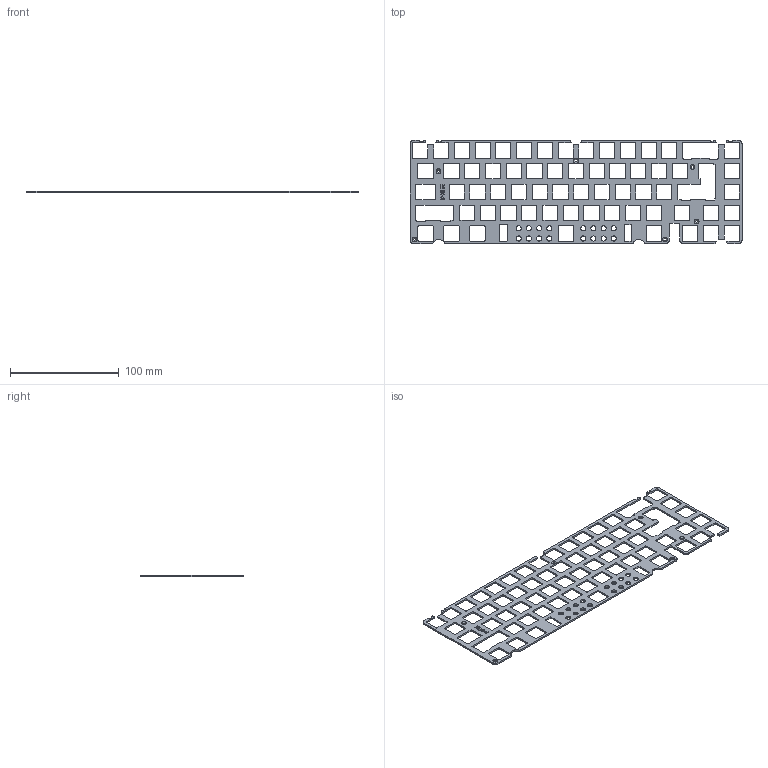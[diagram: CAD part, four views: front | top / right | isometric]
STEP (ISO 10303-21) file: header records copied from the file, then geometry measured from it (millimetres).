
FILE_DESCRIPTION(/* description */ (''),/* implementation_level */ '2;1');
FILE_NAME(/* name */ 'Event Horizon V2 Plate v4.step',/* time_stamp */ '2024-01-26T23:20:54+01:00',/* author */ (''),/* organization */ (''),/* preprocessor_version */ 'ST-DEVELOPER v20',/* originating_system */ 'Autodesk Translation Framework v12.14.0.127',/* authorisation */ '');
FILE_SCHEMA (('AUTOMOTIVE_DESIGN { 1 0 10303 214 3 1 1 }'));
Length unit declared in the file: millimetre
Products named in the file (1): Event Horizon V2 Plate
Bounding box: 304.8 x 95.25 x 1.5 mm (x, y, z)
Volume: 21127.9 mm3; surface area: 35629.1 mm2
Topology: 1 solids, 1 shells, 863 faces, 2556 edges, 1704 vertices
Faces by surface type: plane 382, cylinder 368, bspline 107, cone 6
Full cylindrical faces by diameter (mm): 2.4 x6
Entity records: 30083 total; most frequent: CARTESIAN_POINT 6743, ORIENTED_EDGE 5112, DIRECTION 4604, EDGE_CURVE 2556, VERTEX_POINT 1704, LINE 1594, VECTOR 1594, AXIS2_PLACEMENT_3D 1505
